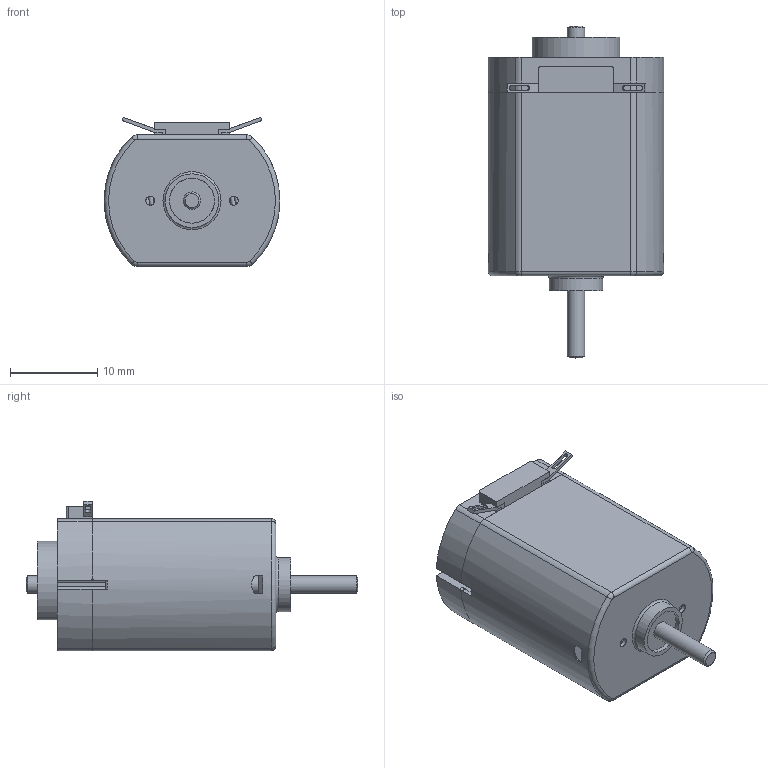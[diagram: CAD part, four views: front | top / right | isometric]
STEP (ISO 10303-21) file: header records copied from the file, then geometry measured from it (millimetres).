
FILE_DESCRIPTION(/* description */ ('Unknown'),/* implementation_level */ '2;1');
FILE_NAME(/* name */ 'FA-130 DC Motor Assembled',/* time_stamp */ '2021-09-05T11:16:20+03:00',/* author */ ('Unknown'),/* organization */ ('Unknown'),/* preprocessor_version */ 'ST-DEVELOPER v16.7',/* originating_system */ 'Solid Edge',/* authorisation */ 'Unknown');
FILE_SCHEMA (('AUTOMOTIVE_DESIGN {1 0 10303 214 3 1 1}'));
Length unit declared in the file: millimetre
Products named in the file (14): Asm2; Motor Case; Case Permanent Magnets; Front Shaft  Bearing; Motor Shaft; Coil Holder; Coopper Coil; Motor Cap; Rear Shaft  Bearing; Collector Spacer; Shaft Collector Support; Shaft Collector; Collector Cap; Collector Blade
Assembly tree (18 placements, depth 2):
  Asm2
    Motor Case
    Case Permanent Magnets  x2
    Front Shaft  Bearing
    Motor Shaft
    Coil Holder
    Coopper Coil  x4
    Motor Cap
    Rear Shaft  Bearing
    Collector Spacer
    Shaft Collector Support
    Shaft Collector
    Collector Cap
    Collector Blade  x2
Bounding box: 20.1 x 38 x 17.09 mm (x, y, z)
Volume: 3654 mm3; surface area: 8713 mm2
Topology: 21 solids, 21 shells, 513 faces, 1314 edges, 770 vertices
Faces by surface type: cylinder 212, plane 202, sphere 76, bspline 10, torus 9, cone 4
Full cylindrical faces by diameter (mm): 0.5 x4, 1 x2, 2 x7, 4 x1, 5.15 x2, 6 x2, 6.15 x1, 8 x2
Entity records: 10826 total; most frequent: CARTESIAN_POINT 2032, DIRECTION 1803, ORIENTED_EDGE 1690, EDGE_CURVE 845, AXIS2_PLACEMENT_3D 664, VERTEX_POINT 549, LINE 475, VECTOR 475
